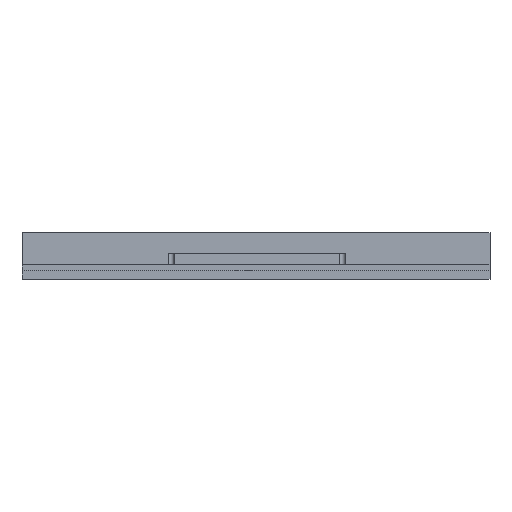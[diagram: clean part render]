
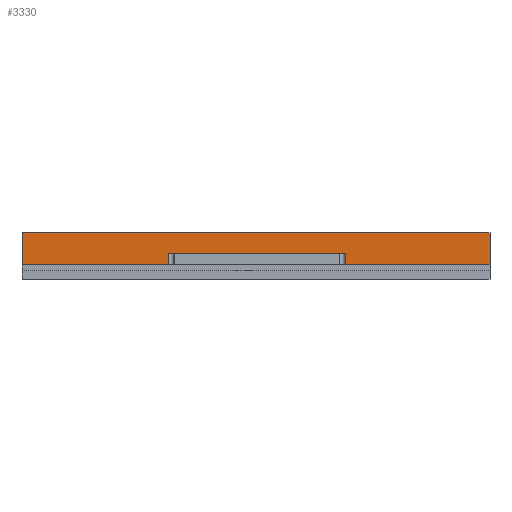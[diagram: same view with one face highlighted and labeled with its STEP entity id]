
A CAD part, front view. The second image highlights one B-rep face of the part: STEP entity #3330.
In plain terms, the highlighted planar face has unit normal (0, -1, 0).
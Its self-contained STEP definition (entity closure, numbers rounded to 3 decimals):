
#107 = CARTESIAN_POINT ( 'NONE',  ( 0., -38., 2.5 ) ) ;
#139 = CARTESIAN_POINT ( 'NONE',  ( 55.248, -38., 2.5 ) ) ;
#263 = DIRECTION ( 'NONE',  ( 1., 0., 0. ) ) ;
#269 = DIRECTION ( 'NONE',  ( 0., 0., -1. ) ) ;
#364 = VERTEX_POINT ( 'NONE', #107 ) ;
#376 = AXIS2_PLACEMENT_3D ( 'NONE', #1974, #2851, #263 ) ;
#392 = DIRECTION ( 'NONE',  ( 1., 0., 0. ) ) ;
#420 = CARTESIAN_POINT ( 'NONE',  ( 80., -38., 8. ) ) ;
#436 = VERTEX_POINT ( 'NONE', #461 ) ;
#461 = CARTESIAN_POINT ( 'NONE',  ( 80., -38., 8. ) ) ;
#572 = LINE ( 'NONE', #2915, #2448 ) ;
#676 = LINE ( 'NONE', #3630, #2294 ) ;
#708 = DIRECTION ( 'NONE',  ( 0., 0., -1. ) ) ;
#801 = VERTEX_POINT ( 'NONE', #139 ) ;
#837 = CARTESIAN_POINT ( 'NONE',  ( 80., -38., 2.5 ) ) ;
#904 = DIRECTION ( 'NONE',  ( -1., 0., 0. ) ) ;
#916 = VERTEX_POINT ( 'NONE', #2163 ) ;
#932 = LINE ( 'NONE', #2091, #2772 ) ;
#942 = DIRECTION ( 'NONE',  ( 0., 0., -1. ) ) ;
#1027 = ORIENTED_EDGE ( 'NONE', *, *, #2805, .T. ) ;
#1054 = LINE ( 'NONE', #420, #1147 ) ;
#1065 = EDGE_CURVE ( 'NONE', #801, #1729, #2065, .T. ) ;
#1082 = VERTEX_POINT ( 'NONE', #2396 ) ;
#1087 = CARTESIAN_POINT ( 'NONE',  ( 25., -38., 4.5 ) ) ;
#1104 = VECTOR ( 'NONE', #904, 1000. ) ;
#1147 = VECTOR ( 'NONE', #708, 1000. ) ;
#1276 = ORIENTED_EDGE ( 'NONE', *, *, #1065, .T. ) ;
#1297 = VECTOR ( 'NONE', #2960, 1000. ) ;
#1447 = EDGE_CURVE ( 'NONE', #1082, #364, #676, .T. ) ;
#1554 = VECTOR ( 'NONE', #392, 1000. ) ;
#1618 = EDGE_CURVE ( 'NONE', #3421, #916, #2341, .T. ) ;
#1628 = DIRECTION ( 'NONE',  ( 0., 0., -1. ) ) ;
#1635 = CARTESIAN_POINT ( 'NONE',  ( 80., -38., 8. ) ) ;
#1698 = ORIENTED_EDGE ( 'NONE', *, *, #1447, .T. ) ;
#1729 = VERTEX_POINT ( 'NONE', #837 ) ;
#1734 = CARTESIAN_POINT ( 'NONE',  ( 0., -38., 2.5 ) ) ;
#1736 = DIRECTION ( 'NONE',  ( 1., 0., 0. ) ) ;
#1742 = LINE ( 'NONE', #2967, #1554 ) ;
#1763 = ORIENTED_EDGE ( 'NONE', *, *, #1618, .F. ) ;
#1832 = VECTOR ( 'NONE', #269, 1000. ) ;
#1974 = CARTESIAN_POINT ( 'NONE',  ( 80., -38., 8. ) ) ;
#2007 = CARTESIAN_POINT ( 'NONE',  ( 25., -38., 4.5 ) ) ;
#2008 = VERTEX_POINT ( 'NONE', #2896 ) ;
#2034 = ORIENTED_EDGE ( 'NONE', *, *, #2997, .F. ) ;
#2065 = LINE ( 'NONE', #1734, #1297 ) ;
#2091 = CARTESIAN_POINT ( 'NONE',  ( 55.248, -38., 4.5 ) ) ;
#2163 = CARTESIAN_POINT ( 'NONE',  ( 25., -38., 2.5 ) ) ;
#2205 = EDGE_CURVE ( 'NONE', #2008, #801, #932, .T. ) ;
#2259 = EDGE_CURVE ( 'NONE', #364, #916, #1742, .T. ) ;
#2294 = VECTOR ( 'NONE', #1628, 1000. ) ;
#2341 = LINE ( 'NONE', #1087, #1832 ) ;
#2396 = CARTESIAN_POINT ( 'NONE',  ( 0., -38., 8. ) ) ;
#2448 = VECTOR ( 'NONE', #1736, 1000. ) ;
#2494 = LINE ( 'NONE', #1635, #1104 ) ;
#2661 = EDGE_CURVE ( 'NONE', #3421, #2008, #572, .T. ) ;
#2772 = VECTOR ( 'NONE', #942, 1000. ) ;
#2805 = EDGE_CURVE ( 'NONE', #436, #1082, #2494, .T. ) ;
#2851 = DIRECTION ( 'NONE',  ( 0., -1., 0. ) ) ;
#2865 = PLANE ( 'NONE',  #376 ) ;
#2896 = CARTESIAN_POINT ( 'NONE',  ( 55.248, -38., 4.5 ) ) ;
#2915 = CARTESIAN_POINT ( 'NONE',  ( 25., -38., 4.5 ) ) ;
#2938 = ORIENTED_EDGE ( 'NONE', *, *, #2259, .T. ) ;
#2941 = EDGE_LOOP ( 'NONE', ( #2938, #1763, #3590, #2983, #1276, #2034, #1027, #1698 ) ) ;
#2960 = DIRECTION ( 'NONE',  ( 1., 0., 0. ) ) ;
#2967 = CARTESIAN_POINT ( 'NONE',  ( 0., -38., 2.5 ) ) ;
#2983 = ORIENTED_EDGE ( 'NONE', *, *, #2205, .T. ) ;
#2997 = EDGE_CURVE ( 'NONE', #436, #1729, #1054, .T. ) ;
#3032 = FACE_OUTER_BOUND ( 'NONE', #2941, .T. ) ;
#3330 = ADVANCED_FACE ( 'NONE', ( #3032 ), #2865, .T. ) ;
#3421 = VERTEX_POINT ( 'NONE', #2007 ) ;
#3590 = ORIENTED_EDGE ( 'NONE', *, *, #2661, .T. ) ;
#3630 = CARTESIAN_POINT ( 'NONE',  ( 0., -38., 8. ) ) ;
